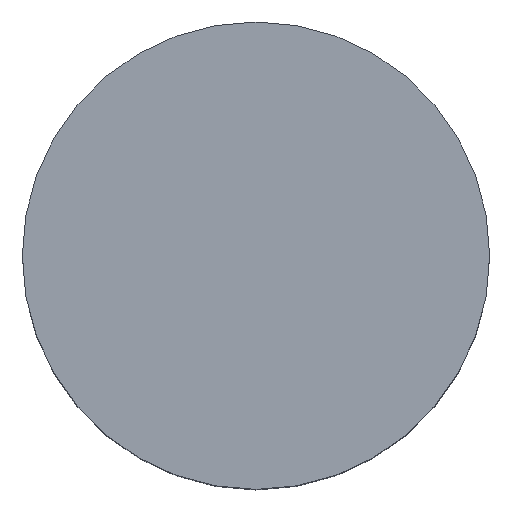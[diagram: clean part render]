
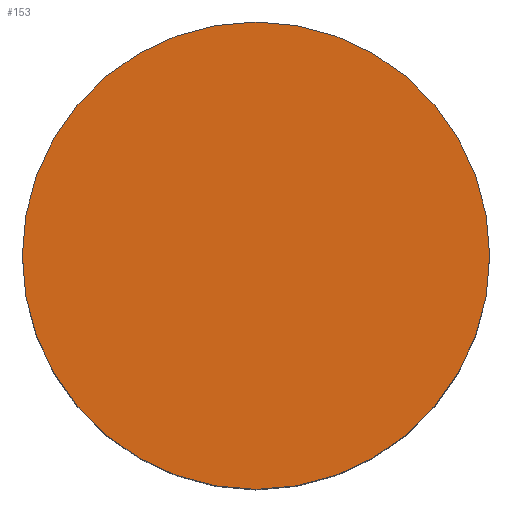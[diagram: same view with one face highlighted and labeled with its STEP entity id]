
A CAD part, top view. The second image highlights one B-rep face of the part: STEP entity #153.
In plain terms, the highlighted planar face has unit normal (0, 0, 1).
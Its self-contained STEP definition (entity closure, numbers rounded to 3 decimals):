
#2 = FACE_OUTER_BOUND ( 'NONE', #117, .T. ) ;
#6 = AXIS2_PLACEMENT_3D ( 'NONE', #23, #133, #9 ) ;
#9 = DIRECTION ( 'NONE',  ( 1., 0., 0. ) ) ;
#10 = AXIS2_PLACEMENT_3D ( 'NONE', #80, #161, #123 ) ;
#12 = EDGE_CURVE ( 'NONE', #118, #21, #68, .T. ) ;
#21 = VERTEX_POINT ( 'NONE', #167 ) ;
#23 = CARTESIAN_POINT ( 'NONE',  ( 0., 0., 5. ) ) ;
#62 = EDGE_CURVE ( 'NONE', #21, #118, #143, .T. ) ;
#68 = CIRCLE ( 'NONE', #6, 3.5 ) ;
#69 = PLANE ( 'NONE',  #138 ) ;
#80 = CARTESIAN_POINT ( 'NONE',  ( 0., 0., 5. ) ) ;
#90 = CARTESIAN_POINT ( 'NONE',  ( 0., 0., 5. ) ) ;
#104 = ORIENTED_EDGE ( 'NONE', *, *, #62, .T. ) ;
#117 = EDGE_LOOP ( 'NONE', ( #104, #147 ) ) ;
#118 = VERTEX_POINT ( 'NONE', #122 ) ;
#122 = CARTESIAN_POINT ( 'NONE',  ( 3.5, 0., 5. ) ) ;
#123 = DIRECTION ( 'NONE',  ( 1., 0., 0. ) ) ;
#133 = DIRECTION ( 'NONE',  ( 0., 0., 1. ) ) ;
#138 = AXIS2_PLACEMENT_3D ( 'NONE', #90, #152, #159 ) ;
#143 = CIRCLE ( 'NONE', #10, 3.5 ) ;
#147 = ORIENTED_EDGE ( 'NONE', *, *, #12, .T. ) ;
#152 = DIRECTION ( 'NONE',  ( 0., 0., 1. ) ) ;
#153 = ADVANCED_FACE ( 'NONE', ( #2 ), #69, .T. ) ;
#159 = DIRECTION ( 'NONE',  ( 1., 0., 0. ) ) ;
#161 = DIRECTION ( 'NONE',  ( 0., 0., 1. ) ) ;
#167 = CARTESIAN_POINT ( 'NONE',  ( -3.5, 0., 5. ) ) ;
